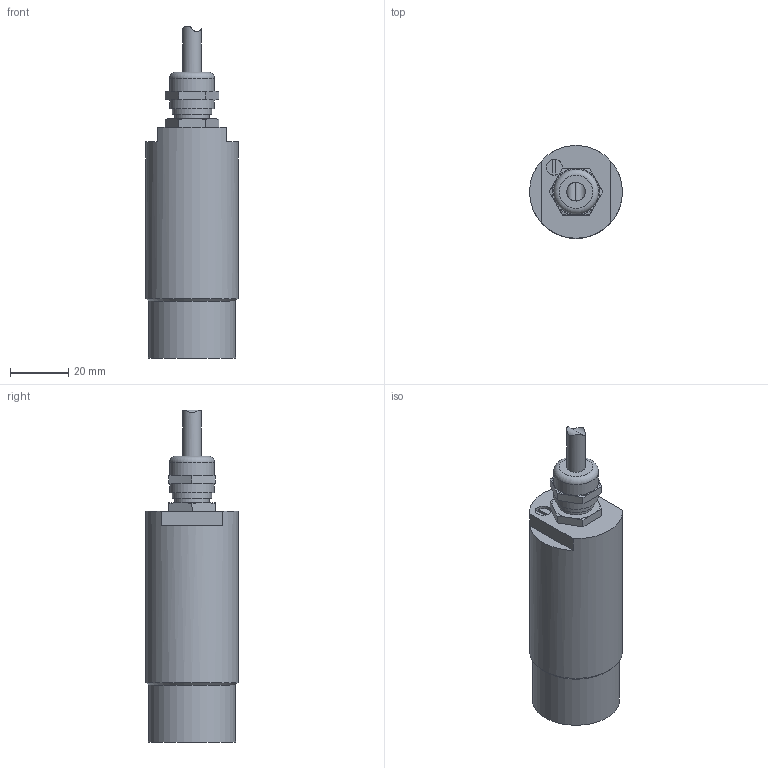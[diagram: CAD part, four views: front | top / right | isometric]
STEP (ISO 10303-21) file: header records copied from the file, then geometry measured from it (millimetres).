
FILE_DESCRIPTION(/* description */ (''),/* implementation_level */ '2;1');
FILE_NAME(/* name */ 'KA0086_Shrinkwrap_1.stp',/* time_stamp */ '2022-01-19T13:51:39+01:00',/* author */ ('Krieger Anja'),/* organization */ (''),/* preprocessor_version */ 'ST-DEVELOPER v18.1',/* originating_system */ 'Autodesk Inventor 2021',/* authorisation */ '');
FILE_SCHEMA (('AUTOMOTIVE_DESIGN { 1 0 10303 214 3 1 1 }'));
Length unit declared in the file: millimetre
Products named in the file (1): KA0086_Shrinkwrap_1
Bounding box: 32 x 32 x 114.47 mm (x, y, z)
Volume: 65392.2 mm3; surface area: 10838.1 mm2
Topology: 1 solids, 1 shells, 60 faces, 150 edges, 99 vertices
Faces by surface type: plane 30, cone 19, cylinder 10, torus 1
Full cylindrical faces by diameter (mm): 5.5 x1, 6.4 x1, 12 x1, 13.5 x1, 15.4 x1, 15.5 x1, 30 x1, 32 x1
Entity records: 1965 total; most frequent: CARTESIAN_POINT 442, ORIENTED_EDGE 300, DIRECTION 278, EDGE_CURVE 150, AXIS2_PLACEMENT_3D 107, VERTEX_POINT 99, EDGE_LOOP 67, LINE 64
